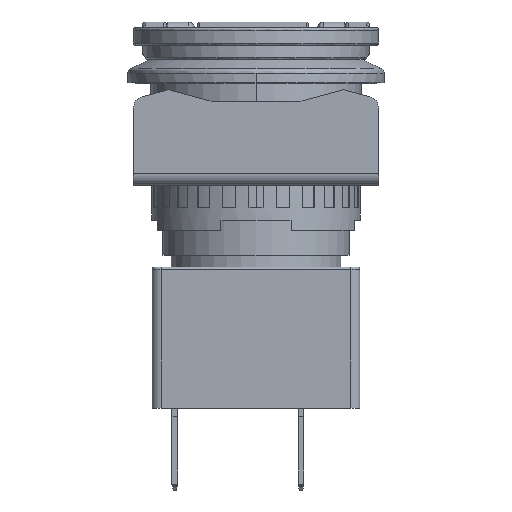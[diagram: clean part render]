
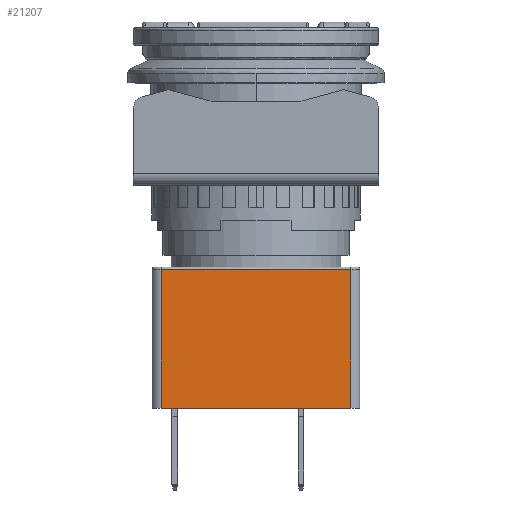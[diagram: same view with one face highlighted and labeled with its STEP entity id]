
A CAD part, front view. The second image highlights one B-rep face of the part: STEP entity #21207.
In plain terms, the highlighted planar face has unit normal (0, -1, 0).
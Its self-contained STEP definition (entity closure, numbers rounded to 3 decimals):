
#130 = DIRECTION ( 'NONE',  ( 1., 0., 0. ) ) ;
#359 = DIRECTION ( 'NONE',  ( 0., 1., 0. ) ) ;
#902 = ORIENTED_EDGE ( 'NONE', *, *, #5586, .T. ) ;
#1744 = CARTESIAN_POINT ( 'NONE',  ( 8.1, -8.9, 5.95 ) ) ;
#3685 = DIRECTION ( 'NONE',  ( 1., 0., 0. ) ) ;
#3855 = VECTOR ( 'NONE', #3685, 1000. ) ;
#4524 = VECTOR ( 'NONE', #9231, 1000. ) ;
#4533 = CARTESIAN_POINT ( 'NONE',  ( -8.1, -8.9, 5.95 ) ) ;
#4767 = EDGE_LOOP ( 'NONE', ( #17044, #17076, #902, #13364 ) ) ;
#5586 = EDGE_CURVE ( 'NONE', #22317, #23416, #12955, .T. ) ;
#5734 = EDGE_CURVE ( 'NONE', #22317, #19961, #21189, .T. ) ;
#6226 = VECTOR ( 'NONE', #130, 1000. ) ;
#7881 = DIRECTION ( 'NONE',  ( 0., 0., 1. ) ) ;
#9231 = DIRECTION ( 'NONE',  ( 0., 0., -1. ) ) ;
#9488 = LINE ( 'NONE', #16888, #6226 ) ;
#11984 = DIRECTION ( 'NONE',  ( 0., 0., 1. ) ) ;
#12826 = VECTOR ( 'NONE', #11984, 1000. ) ;
#12941 = EDGE_CURVE ( 'NONE', #19961, #23443, #9488, .T. ) ;
#12955 = LINE ( 'NONE', #20330, #3855 ) ;
#13239 = FACE_OUTER_BOUND ( 'NONE', #4767, .T. ) ;
#13364 = ORIENTED_EDGE ( 'NONE', *, *, #23591, .F. ) ;
#15312 = AXIS2_PLACEMENT_3D ( 'NONE', #17105, #359, #7881 ) ;
#16309 = CARTESIAN_POINT ( 'NONE',  ( 8.1, -8.9, 0. ) ) ;
#16888 = CARTESIAN_POINT ( 'NONE',  ( 0., -8.9, 11.9 ) ) ;
#17044 = ORIENTED_EDGE ( 'NONE', *, *, #12941, .F. ) ;
#17076 = ORIENTED_EDGE ( 'NONE', *, *, #5734, .F. ) ;
#17105 = CARTESIAN_POINT ( 'NONE',  ( -8.1, -8.9, 0. ) ) ;
#18253 = CARTESIAN_POINT ( 'NONE',  ( 8.1, -8.9, 11.9 ) ) ;
#18444 = LINE ( 'NONE', #1744, #4524 ) ;
#19892 = CARTESIAN_POINT ( 'NONE',  ( -8.1, -8.9, 11.9 ) ) ;
#19961 = VERTEX_POINT ( 'NONE', #19892 ) ;
#20330 = CARTESIAN_POINT ( 'NONE',  ( 0., -8.9, 0. ) ) ;
#20623 = PLANE ( 'NONE',  #15312 ) ;
#21189 = LINE ( 'NONE', #4533, #12826 ) ;
#21207 = ADVANCED_FACE ( 'NONE', ( #13239 ), #20623, .F. ) ;
#21752 = CARTESIAN_POINT ( 'NONE',  ( -8.1, -8.9, 0. ) ) ;
#22317 = VERTEX_POINT ( 'NONE', #21752 ) ;
#23416 = VERTEX_POINT ( 'NONE', #16309 ) ;
#23443 = VERTEX_POINT ( 'NONE', #18253 ) ;
#23591 = EDGE_CURVE ( 'NONE', #23443, #23416, #18444, .T. ) ;
